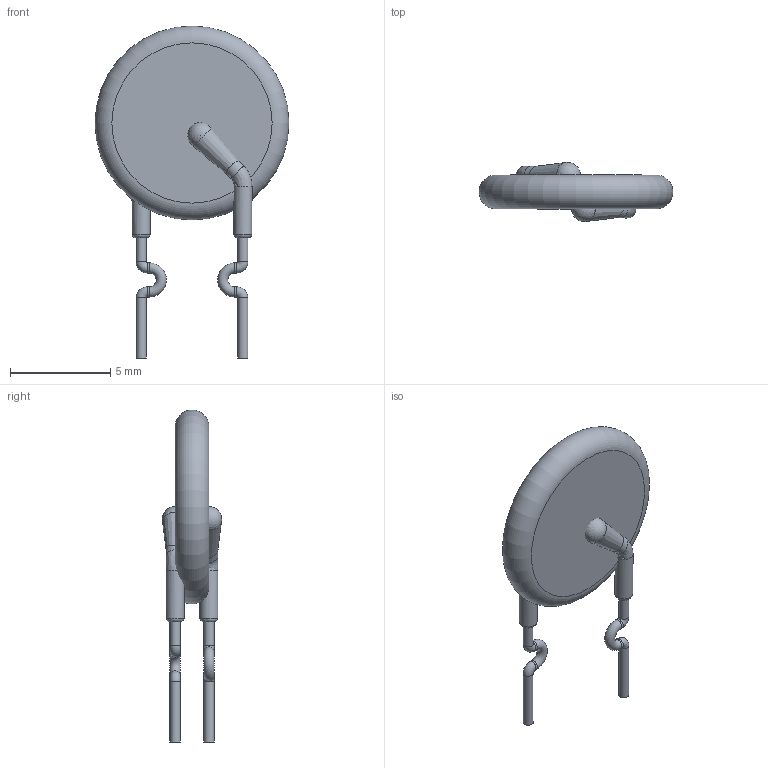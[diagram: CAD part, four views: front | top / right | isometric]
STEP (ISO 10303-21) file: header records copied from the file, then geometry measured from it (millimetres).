
FILE_DESCRIPTION(/* description */ (''),/* implementation_level */ '2;1');
FILE_NAME(/* name */ 'FUSR_LITTELFUSE_RHEF100.stp',/* time_stamp */ '2017-09-27T14:30:20+02:00',/* author */ ('jchouvet'),/* organization */ (''),/* preprocessor_version */ 'ST-DEVELOPER v16.1',/* originating_system */ 'AutoCAD Mechanical',/* authorisation */ '');
FILE_SCHEMA (('AUTOMOTIVE_DESIGN { 1 0 10303 214 3 1 1 }'));
Length unit declared in the file: millimetre
Products named in the file (1): Product
Bounding box: 9.7 x 2.97 x 16.6 mm (x, y, z)
Volume: 131 mm3; surface area: 254.3 mm2
Topology: 7 solids, 7 shells, 39 faces, 81 edges, 50 vertices
Faces by surface type: plane 10, bspline 8, cylinder 8, torus 7, sphere 4, cone 2
Full cylindrical faces by diameter (mm): 0.51 x8
Entity records: 1163 total; most frequent: CARTESIAN_POINT 450, DIRECTION 144, ORIENTED_EDGE 104, AXIS2_PLACEMENT_3D 72, EDGE_LOOP 56, EDGE_CURVE 52, VERTEX_POINT 44, ADVANCED_FACE 39
